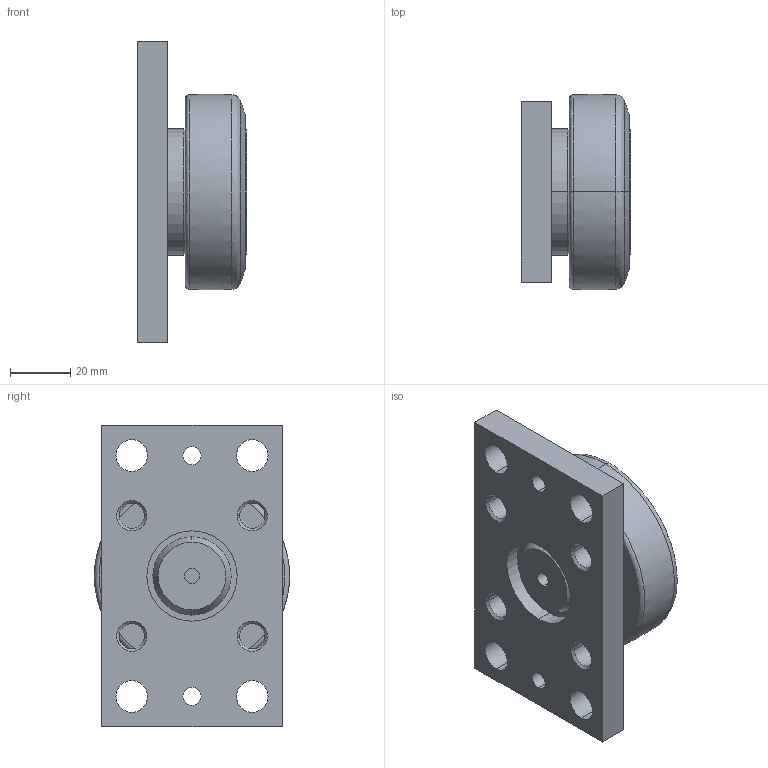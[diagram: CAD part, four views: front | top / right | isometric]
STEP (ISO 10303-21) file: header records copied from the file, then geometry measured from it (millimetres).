
FILE_DESCRIPTION(('STEP AP214'),'1');
FILE_NAME('PR_2_054_AP_0.stp','2016-05-28T11:26:18',('TraceParts'),('TraceParts S.A.'),'Spatial InterOp 3D',' ',' ');
FILE_SCHEMA(('automotive_design'));
Length unit declared in the file: millimetre
Products named in the file (1): NONE
Bounding box: 36.5 x 64.77 x 100 mm (x, y, z)
Volume: 124005.1 mm3; surface area: 25741.8 mm2
Topology: 1 solids, 1 shells, 69 faces, 158 edges, 98 vertices
Faces by surface type: cylinder 30, cone 20, plane 13, bspline 4, torus 2
Entity records: 2631 total; most frequent: CARTESIAN_POINT 392, DIRECTION 382, ORIENTED_EDGE 316, AXIS2_PLACEMENT_3D 160, EDGE_CURVE 158, VERTEX_POINT 98, EDGE_LOOP 96, CIRCLE 94
